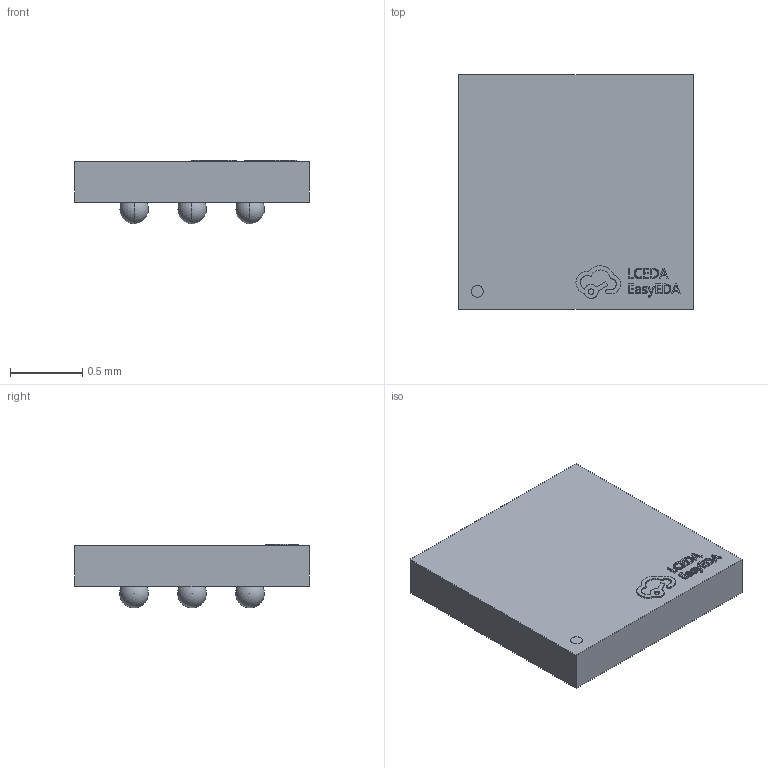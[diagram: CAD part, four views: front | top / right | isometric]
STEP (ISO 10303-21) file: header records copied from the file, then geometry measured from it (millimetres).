
FILE_DESCRIPTION (( 'STEP AP214' ), '1' );
FILE_NAME ('DSBGA-9_L1.6-W1.6-R3-C3-P0.50-TL.STEP', '2023-12-31T07:59:53', ( '' ), ( '' ), 'SwSTEP 2.0', 'SolidWorks 2020', '' );
FILE_SCHEMA (( 'AUTOMOTIVE_DESIGN' ));
Length unit declared in the file: millimetre
Products named in the file (1): DSBGA-9_L1.6-W1.6-R3-C3-P0.50-TL
Bounding box: 1.62 x 1.62 x 0.44 mm (x, y, z)
Volume: 0.8 mm3; surface area: 7.8 mm2
Topology: 1 solids, 1 shells, 251 faces, 714 edges, 476 vertices
Faces by surface type: plane 133, bspline 98, sphere 18, cylinder 2
Entity records: 11102 total; most frequent: CARTESIAN_POINT 2676, ORIENTED_EDGE 1338, DIRECTION 817, EDGE_CURVE 669, VERTEX_POINT 449, LINE 429, VECTOR 429, EDGE_LOOP 280
